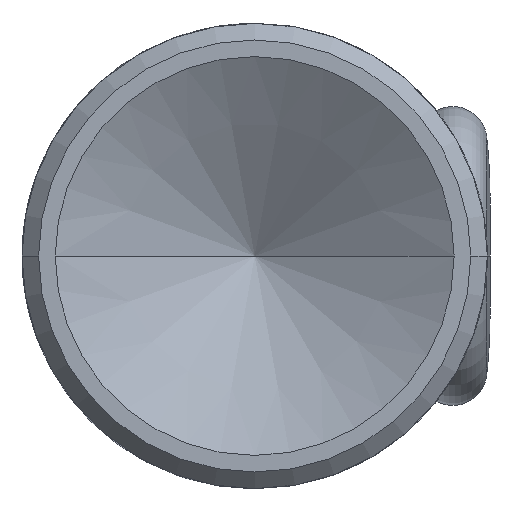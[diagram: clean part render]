
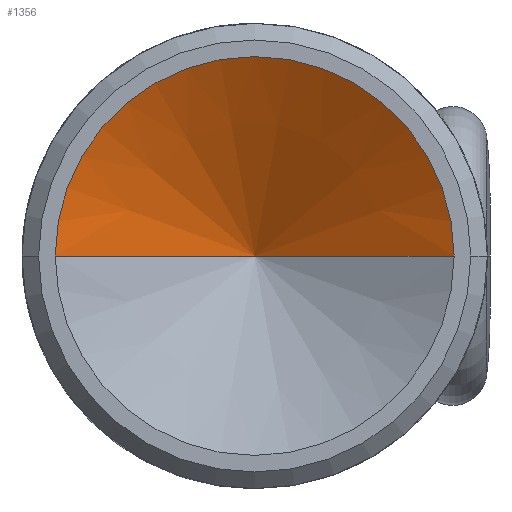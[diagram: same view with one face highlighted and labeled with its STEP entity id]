
A CAD part, left-side view. The second image highlights one B-rep face of the part: STEP entity #1356.
In plain terms, the highlighted conical face has half-angle 59 degrees and reference radius 3.06 mm.
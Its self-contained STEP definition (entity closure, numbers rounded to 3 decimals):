
#1059=CARTESIAN_POINT('',(18.,0.,0.));
#1060=DIRECTION('',(1.,0.,0.));
#1061=DIRECTION('',(0.,1.,0.));
#1062=AXIS2_PLACEMENT_3D('',#1059,#1060,#1061);
#1064=DIRECTION('',(-0.515,0.857,0.));
#1065=VECTOR('',#1064,7.);
#1066=CARTESIAN_POINT('',(21.605,0.,0.));
#1067=LINE('',#1066,#1065);
#1068=DIRECTION('',(-0.515,-0.857,0.));
#1069=VECTOR('',#1068,7.);
#1070=CARTESIAN_POINT('',(21.605,0.,0.));
#1071=LINE('',#1070,#1069);
#1245=CARTESIAN_POINT('',(21.605,0.,0.));
#1246=CARTESIAN_POINT('',(18.,6.,0.));
#1247=VERTEX_POINT('',#1245);
#1248=VERTEX_POINT('',#1246);
#1249=CARTESIAN_POINT('',(18.,-6.,0.));
#1250=VERTEX_POINT('',#1249);
#1344=CARTESIAN_POINT('',(19.767,0.,0.));
#1345=DIRECTION('',(-1.,0.,0.));
#1346=DIRECTION('',(0.,1.,0.));
#1347=AXIS2_PLACEMENT_3D('',#1344,#1345,#1346);
#1348=CONICAL_SURFACE('',#1347,3.06,59.);
#1350=ORIENTED_EDGE('',*,*,#1349,.T.);
#1351=ORIENTED_EDGE('',*,*,#1339,.T.);
#1353=ORIENTED_EDGE('',*,*,#1352,.F.);
#1354=EDGE_LOOP('',(#1350,#1351,#1353));
#1355=FACE_OUTER_BOUND('',#1354,.F.);
#1063=CIRCLE('',#1062,6.);
#1339=EDGE_CURVE('',#1248,#1250,#1063,.T.);
#1349=EDGE_CURVE('',#1247,#1248,#1067,.T.);
#1352=EDGE_CURVE('',#1247,#1250,#1071,.T.);
#1356=ADVANCED_FACE('',(#1355),#1348,.F.);
